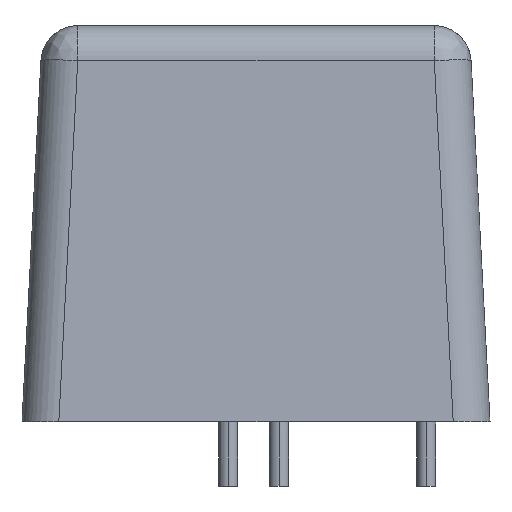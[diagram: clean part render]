
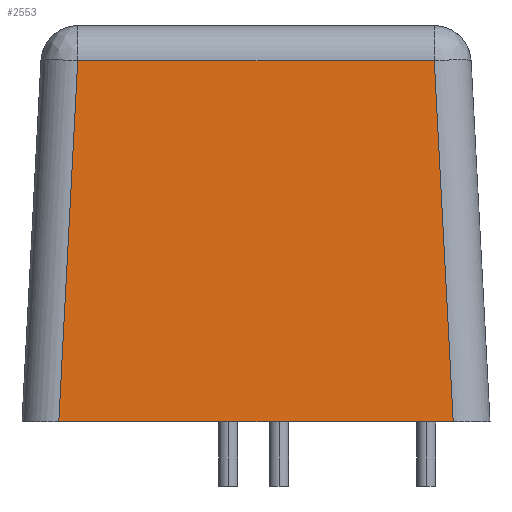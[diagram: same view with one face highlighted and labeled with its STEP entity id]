
A CAD part, left-side view. The second image highlights one B-rep face of the part: STEP entity #2553.
In plain terms, the highlighted free-form (B-spline) face has degree [1, 1] with [2, 2] control points.
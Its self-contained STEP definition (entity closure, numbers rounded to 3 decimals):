
#2553 = ADVANCED_FACE('',(#2554),#2584,.T.);
#2554 = FACE_BOUND('',#2555,.T.);
#2555 = EDGE_LOOP('',(#2556,#2565,#2572,#2579));
#2556 = ORIENTED_EDGE('',*,*,#2557,.T.);
#2557 = EDGE_CURVE('',#2558,#2560,#2562,.T.);
#2558 = VERTEX_POINT('',#2559);
#2559 = CARTESIAN_POINT('',(-21.823,-9.675,
    23.15));
#2560 = VERTEX_POINT('',#2561);
#2561 = CARTESIAN_POINT('',(-21.823,9.675,
    23.15));
#2562 = B_SPLINE_CURVE_WITH_KNOTS('',1,(#2563,#2564),.UNSPECIFIED.,.F.,
  .F.,(2,2),(-21.249,-1.898),.PIECEWISE_BEZIER_KNOTS.);
#2563 = CARTESIAN_POINT('',(-21.823,-9.675,
    23.15));
#2564 = CARTESIAN_POINT('',(-21.823,9.675,
    23.15));
#2565 = ORIENTED_EDGE('',*,*,#2566,.T.);
#2566 = EDGE_CURVE('',#2560,#2567,#2569,.T.);
#2567 = VERTEX_POINT('',#2568);
#2568 = CARTESIAN_POINT('',(-22.85,10.703,3.545));
#2569 = B_SPLINE_CURVE_WITH_KNOTS('',1,(#2570,#2571),.UNSPECIFIED.,.F.,
  .F.,(2,2),(-19.763,-0.104),.PIECEWISE_BEZIER_KNOTS.);
#2570 = CARTESIAN_POINT('',(-21.823,9.675,
    23.15));
#2571 = CARTESIAN_POINT('',(-22.85,10.703,3.545));
#2572 = ORIENTED_EDGE('',*,*,#2573,.T.);
#2573 = EDGE_CURVE('',#2567,#2574,#2576,.T.);
#2574 = VERTEX_POINT('',#2575);
#2575 = CARTESIAN_POINT('',(-22.85,-10.703,3.545));
#2576 = B_SPLINE_CURVE_WITH_KNOTS('',1,(#2577,#2578),.UNSPECIFIED.,.F.,
  .F.,(2,2),(1.997,23.403),.PIECEWISE_BEZIER_KNOTS.);
#2577 = CARTESIAN_POINT('',(-22.85,10.703,3.545));
#2578 = CARTESIAN_POINT('',(-22.85,-10.703,3.545));
#2579 = ORIENTED_EDGE('',*,*,#2580,.T.);
#2580 = EDGE_CURVE('',#2574,#2558,#2581,.T.);
#2581 = B_SPLINE_CURVE_WITH_KNOTS('',1,(#2582,#2583),.UNSPECIFIED.,.F.,
  .F.,(2,2),(-1.223,18.435),.PIECEWISE_BEZIER_KNOTS.);
#2582 = CARTESIAN_POINT('',(-22.85,-10.703,3.545));
#2583 = CARTESIAN_POINT('',(-21.823,-9.675,
    23.15));
#2584 = B_SPLINE_SURFACE_WITH_KNOTS('',1,1,(
    (#2585,#2586)
    ,(#2587,#2588
    )),.UNSPECIFIED.,.F.,.F.,.F.,(2,2),(2,2),(0.,
    19.632),(-23.403,-1.997),
  .PIECEWISE_BEZIER_KNOTS.);
#2585 = CARTESIAN_POINT('',(-22.85,-10.703,3.545));
#2586 = CARTESIAN_POINT('',(-22.85,10.703,3.545));
#2587 = CARTESIAN_POINT('',(-21.823,-10.703,
    23.15));
#2588 = CARTESIAN_POINT('',(-21.823,10.703,
    23.15));
